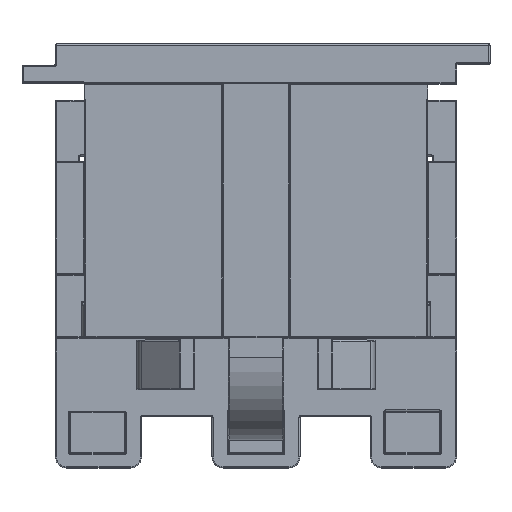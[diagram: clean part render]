
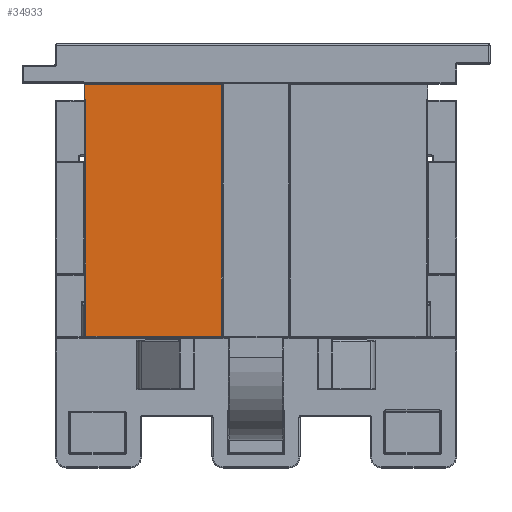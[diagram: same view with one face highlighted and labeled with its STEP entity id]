
A CAD part, top view. The second image highlights one B-rep face of the part: STEP entity #34933.
In plain terms, the highlighted planar face has unit normal (0, 0, 1).
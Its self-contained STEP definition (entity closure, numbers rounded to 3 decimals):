
#1299=PLANE('',#37241);
#1956=FACE_OUTER_BOUND('',#4124,.T.);
#4124=EDGE_LOOP('',(#21962,#21963,#21964,#21965,#21966,#21967));
#6397=LINE('',#53034,#8932);
#6398=LINE('',#53036,#8933);
#6399=LINE('',#53038,#8934);
#6400=LINE('',#53040,#8935);
#6401=LINE('',#53042,#8936);
#6402=LINE('',#53043,#8937);
#8932=VECTOR('',#41823,10.);
#8933=VECTOR('',#41824,10.);
#8934=VECTOR('',#41825,10.);
#8935=VECTOR('',#41826,10.);
#8936=VECTOR('',#41827,10.);
#8937=VECTOR('',#41828,10.);
#13622=VERTEX_POINT('',#53032);
#13623=VERTEX_POINT('',#53033);
#13624=VERTEX_POINT('',#53035);
#13625=VERTEX_POINT('',#53037);
#13626=VERTEX_POINT('',#53039);
#13627=VERTEX_POINT('',#53041);
#16670=EDGE_CURVE('',#13622,#13623,#6397,.T.);
#16671=EDGE_CURVE('',#13624,#13622,#6398,.T.);
#16672=EDGE_CURVE('',#13625,#13624,#6399,.T.);
#16673=EDGE_CURVE('',#13626,#13625,#6400,.T.);
#16674=EDGE_CURVE('',#13627,#13626,#6401,.T.);
#16675=EDGE_CURVE('',#13627,#13623,#6402,.T.);
#21962=ORIENTED_EDGE('',*,*,#16670,.F.);
#21963=ORIENTED_EDGE('',*,*,#16671,.F.);
#21964=ORIENTED_EDGE('',*,*,#16672,.F.);
#21965=ORIENTED_EDGE('',*,*,#16673,.F.);
#21966=ORIENTED_EDGE('',*,*,#16674,.F.);
#21967=ORIENTED_EDGE('',*,*,#16675,.T.);
#34933=ADVANCED_FACE('',(#1956),#1299,.F.);
#37241=AXIS2_PLACEMENT_3D('',#53031,#41821,#41822);
#41821=DIRECTION('center_axis',(0.,0.,-1.));
#41822=DIRECTION('ref_axis',(1.,0.,0.));
#41823=DIRECTION('',(0.,1.,0.));
#41824=DIRECTION('',(-1.,0.,0.));
#41825=DIRECTION('',(0.,-1.,0.));
#41826=DIRECTION('',(1.,0.,0.));
#41827=DIRECTION('',(0.,1.,0.));
#41828=DIRECTION('',(1.,0.,0.));
#53031=CARTESIAN_POINT('Origin',(6.1,2.065,17.79));
#53032=CARTESIAN_POINT('',(-0.13,-0.66,17.79));
#53033=CARTESIAN_POINT('',(-0.13,9.95,17.79));
#53034=CARTESIAN_POINT('',(-0.13,-2.242,17.79));
#53035=CARTESIAN_POINT('',(5.95,-0.66,17.79));
#53036=CARTESIAN_POINT('',(2.96,-0.66,17.79));
#53037=CARTESIAN_POINT('',(5.95,10.63,17.79));
#53038=CARTESIAN_POINT('',(5.95,0.678,17.79));
#53039=CARTESIAN_POINT('',(-0.2,10.63,17.79));
#53040=CARTESIAN_POINT('',(1.55,10.63,17.79));
#53041=CARTESIAN_POINT('',(-0.2,9.95,17.79));
#53042=CARTESIAN_POINT('',(-0.2,6.393,17.79));
#53043=CARTESIAN_POINT('',(2.96,9.95,17.79));
